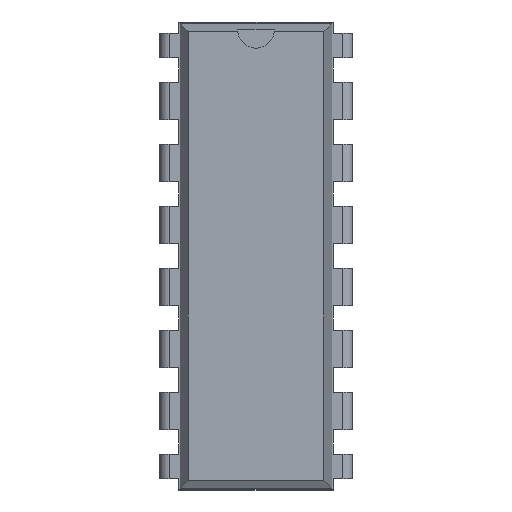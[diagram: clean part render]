
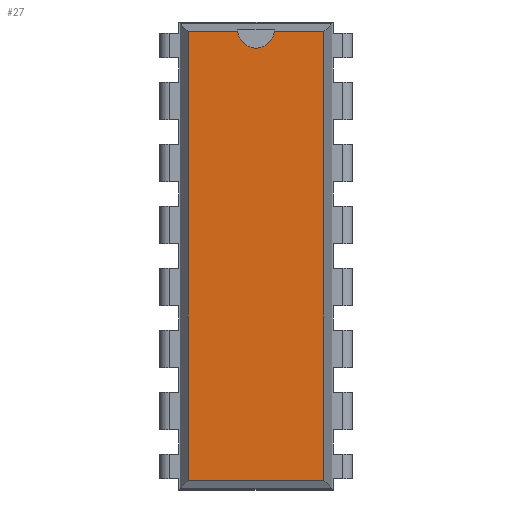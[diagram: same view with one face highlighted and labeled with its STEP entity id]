
A CAD part, top view. The second image highlights one B-rep face of the part: STEP entity #27.
In plain terms, the highlighted planar face has unit normal (0, 0, 1).
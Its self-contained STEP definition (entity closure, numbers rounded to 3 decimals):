
#27 = ADVANCED_FACE ( 'NONE', ( #3760 ), #4427, .F. ) ;
#46 = DIRECTION ( 'NONE',  ( -1., 0., 0. ) ) ;
#308 = CARTESIAN_POINT ( 'NONE',  ( 3.81, 0.375, 3.68 ) ) ;
#468 = CARTESIAN_POINT ( 'NONE',  ( 3.81, 0.3, 3.68 ) ) ;
#637 = CARTESIAN_POINT ( 'NONE',  ( 6.586, -18.08, 3.68 ) ) ;
#768 = AXIS2_PLACEMENT_3D ( 'NONE', #308, #4629, #2834 ) ;
#786 = LINE ( 'NONE', #4408, #5696 ) ;
#891 = EDGE_CURVE ( 'NONE', #6702, #6092, #2843, .T. ) ;
#1000 = EDGE_CURVE ( 'NONE', #4072, #7498, #4613, .T. ) ;
#1265 = EDGE_CURVE ( 'NONE', #2214, #6702, #786, .T. ) ;
#1274 = VECTOR ( 'NONE', #3683, 1000. ) ;
#1417 = CARTESIAN_POINT ( 'NONE',  ( 6.586, 0.3, 3.68 ) ) ;
#1754 = VECTOR ( 'NONE', #8089, 1000. ) ;
#2214 = VERTEX_POINT ( 'NONE', #5228 ) ;
#2326 = VECTOR ( 'NONE', #3812, 1000. ) ;
#2808 = ORIENTED_EDGE ( 'NONE', *, *, #1265, .F. ) ;
#2834 = DIRECTION ( 'NONE',  ( -1., 0., 0. ) ) ;
#2843 = LINE ( 'NONE', #5810, #7172 ) ;
#3076 = DIRECTION ( 'NONE',  ( -1., 0., 0. ) ) ;
#3679 = CARTESIAN_POINT ( 'NONE',  ( 1.034, 0.3, 3.68 ) ) ;
#3683 = DIRECTION ( 'NONE',  ( 1., 0., 0. ) ) ;
#3760 = FACE_OUTER_BOUND ( 'NONE', #7169, .T. ) ;
#3812 = DIRECTION ( 'NONE',  ( 0., -1., 0. ) ) ;
#3894 = DIRECTION ( 'NONE',  ( 0., 1., 0. ) ) ;
#3990 = CARTESIAN_POINT ( 'NONE',  ( 3.064, 0.3, 3.68 ) ) ;
#4042 = LINE ( 'NONE', #468, #1274 ) ;
#4072 = VERTEX_POINT ( 'NONE', #3990 ) ;
#4280 = ORIENTED_EDGE ( 'NONE', *, *, #1000, .F. ) ;
#4366 = EDGE_CURVE ( 'NONE', #6092, #4072, #4042, .T. ) ;
#4408 = CARTESIAN_POINT ( 'NONE',  ( 3.81, -18.08, 3.68 ) ) ;
#4427 = PLANE ( 'NONE',  #5287 ) ;
#4613 = CIRCLE ( 'NONE', #768, 0.75 ) ;
#4629 = DIRECTION ( 'NONE',  ( 0., 0., 1. ) ) ;
#4996 = EDGE_CURVE ( 'NONE', #7498, #7012, #7662, .T. ) ;
#5018 = CARTESIAN_POINT ( 'NONE',  ( 6.586, -18.08, 3.68 ) ) ;
#5228 = CARTESIAN_POINT ( 'NONE',  ( 6.586, -18.08, 3.68 ) ) ;
#5287 = AXIS2_PLACEMENT_3D ( 'NONE', #637, #6806, #3076 ) ;
#5399 = ORIENTED_EDGE ( 'NONE', *, *, #4366, .F. ) ;
#5688 = LINE ( 'NONE', #5018, #2326 ) ;
#5696 = VECTOR ( 'NONE', #46, 1000. ) ;
#5810 = CARTESIAN_POINT ( 'NONE',  ( 1.034, -18.08, 3.68 ) ) ;
#5939 = ORIENTED_EDGE ( 'NONE', *, *, #4996, .F. ) ;
#6092 = VERTEX_POINT ( 'NONE', #3679 ) ;
#6115 = ORIENTED_EDGE ( 'NONE', *, *, #891, .F. ) ;
#6145 = EDGE_CURVE ( 'NONE', #7012, #2214, #5688, .T. ) ;
#6219 = CARTESIAN_POINT ( 'NONE',  ( 3.81, 0.3, 3.68 ) ) ;
#6702 = VERTEX_POINT ( 'NONE', #8135 ) ;
#6806 = DIRECTION ( 'NONE',  ( 0., 0., -1. ) ) ;
#7012 = VERTEX_POINT ( 'NONE', #1417 ) ;
#7169 = EDGE_LOOP ( 'NONE', ( #4280, #5399, #6115, #2808, #8018, #5939 ) ) ;
#7172 = VECTOR ( 'NONE', #3894, 1000. ) ;
#7498 = VERTEX_POINT ( 'NONE', #7578 ) ;
#7578 = CARTESIAN_POINT ( 'NONE',  ( 4.556, 0.3, 3.68 ) ) ;
#7662 = LINE ( 'NONE', #6219, #1754 ) ;
#8018 = ORIENTED_EDGE ( 'NONE', *, *, #6145, .F. ) ;
#8089 = DIRECTION ( 'NONE',  ( 1., 0., 0. ) ) ;
#8135 = CARTESIAN_POINT ( 'NONE',  ( 1.034, -18.08, 3.68 ) ) ;
